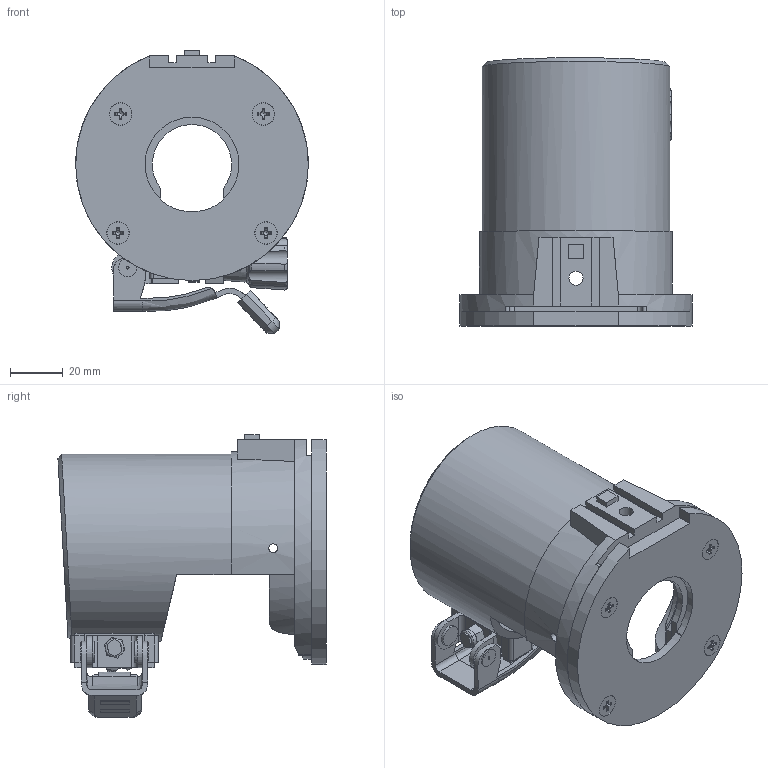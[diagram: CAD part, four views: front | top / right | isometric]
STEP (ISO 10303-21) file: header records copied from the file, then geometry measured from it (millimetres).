
FILE_DESCRIPTION(/* description */ (''),/* implementation_level */ '2;1');
FILE_NAME(/* name */ 'RT0700 Halter v9.step',/* time_stamp */ '2016-04-24T15:10:41+02:00',/* author */ (''),/* organization */ (''),/* preprocessor_version */ 'ST-DEVELOPER v16.2',/* originating_system */ 'Autodesk Translation Framework v4.3.0.3010',/* authorisation */ '');
FILE_SCHEMA (('AUTOMOTIVE_DESIGN { 1 0 10303 214 3 1 1 }'));
Length unit declared in the file: centimetre
Products named in the file (13): RT0700 Halter v9; Aufnahme; Grundplatte; Reibblech; U-Bügel; Hebel; Drehknopf; Achse; Mutter; Niete; Zahnrad; Senkkopf M4x10 v1; Gummi
Assembly tree (16 placements, depth 2):
  RT0700 Halter v9
    Aufnahme
    Grundplatte
    Reibblech
    U-Bügel
    Hebel
    Drehknopf
    Achse
    Mutter
    Niete  x2
    Zahnrad
    Senkkopf M4x10 v1  x4
    Gummi
Bounding box: 87.99 x 101.42 x 106.99 mm (x, y, z)
Volume: 125824.4 mm3; surface area: 71064.5 mm2
Topology: 16 solids, 16 shells, 578 faces, 1482 edges, 951 vertices
Faces by surface type: plane 336, cylinder 140, cone 43, torus 42, bspline 16, sphere 1
Full cylindrical faces by diameter (mm): 1 x2, 3.332 x5, 3.537 x4, 4 x8, 4.5 x4, 5 x3, 5.332 x2, 5.908 x1, 6 x5, 7 x3, 8 x2, 8.4 x4, 10 x2
Entity records: 15012 total; most frequent: CARTESIAN_POINT 4317, ORIENTED_EDGE 2150, DIRECTION 2118, EDGE_CURVE 1075, AXIS2_PLACEMENT_3D 749, VERTEX_POINT 709, LINE 620, VECTOR 620
